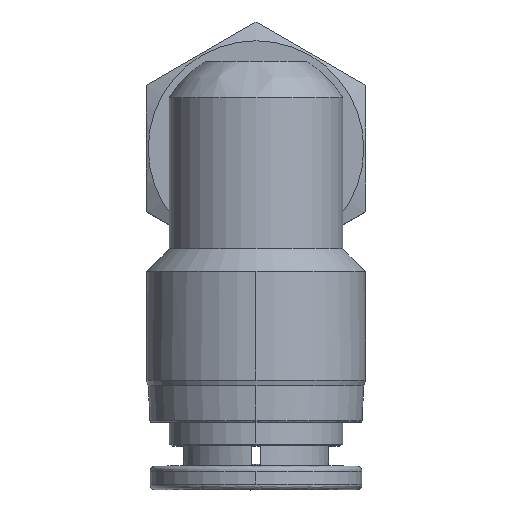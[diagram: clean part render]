
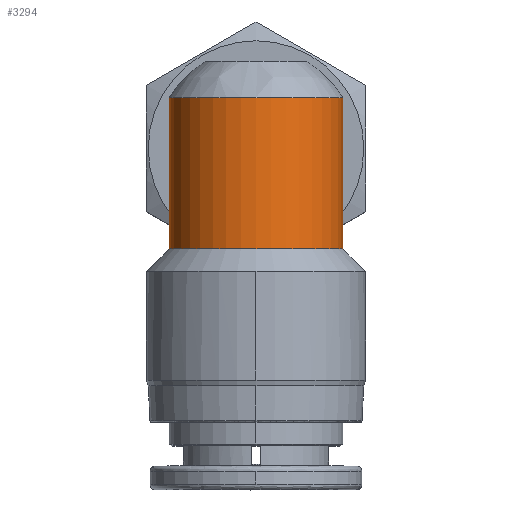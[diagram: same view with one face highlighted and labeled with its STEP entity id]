
A CAD part, top view. The second image highlights one B-rep face of the part: STEP entity #3294.
In plain terms, the highlighted cylindrical face has radius 4.75 mm (diameter 9.5 mm), a partial arc.
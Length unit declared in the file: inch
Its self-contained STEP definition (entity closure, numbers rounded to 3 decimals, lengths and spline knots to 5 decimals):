
#87 = VERTEX_POINT ( 'NONE', #287 ) ;
#287 = CARTESIAN_POINT ( 'NONE',  ( 0.18701, 0.10916, 0. ) ) ;
#330 = CARTESIAN_POINT ( 'NONE',  ( 0., 0.10916, 0. ) ) ;
#332 = LINE ( 'NONE', #3207, #2403 ) ;
#376 = VERTEX_POINT ( 'NONE', #617 ) ;
#466 = CYLINDRICAL_SURFACE ( 'NONE', #1084, 0.18701 ) ;
#617 = CARTESIAN_POINT ( 'NONE',  ( -0.18701, -0.21654, 0. ) ) ;
#647 = DIRECTION ( 'NONE',  ( 0., 0., -1. ) ) ;
#711 = DIRECTION ( 'NONE',  ( 0., -1., 0. ) ) ;
#726 = ORIENTED_EDGE ( 'NONE', *, *, #3179, .T. ) ;
#735 = ORIENTED_EDGE ( 'NONE', *, *, #2438, .T. ) ;
#938 = DIRECTION ( 'NONE',  ( 0., -1., 0. ) ) ;
#941 = LINE ( 'NONE', #2455, #2176 ) ;
#1024 = DIRECTION ( 'NONE',  ( 0., -1., 0. ) ) ;
#1084 = AXIS2_PLACEMENT_3D ( 'NONE', #3647, #2923, #4399 ) ;
#1516 = CARTESIAN_POINT ( 'NONE',  ( 0.18701, -0.21654, 0. ) ) ;
#2176 = VECTOR ( 'NONE', #938, 39.37008 ) ;
#2180 = CIRCLE ( 'NONE', #4341, 0.18701 ) ;
#2185 = ORIENTED_EDGE ( 'NONE', *, *, #2869, .F. ) ;
#2403 = VECTOR ( 'NONE', #3603, 39.37008 ) ;
#2438 = EDGE_CURVE ( 'NONE', #87, #4285, #2180, .T. ) ;
#2455 = CARTESIAN_POINT ( 'NONE',  ( -0.18701, 0.11519, 0. ) ) ;
#2491 = DIRECTION ( 'NONE',  ( 0., 0., -1. ) ) ;
#2568 = ORIENTED_EDGE ( 'NONE', *, *, #4595, .T. ) ;
#2619 = EDGE_LOOP ( 'NONE', ( #2568, #735, #726, #2185 ) ) ;
#2869 = EDGE_CURVE ( 'NONE', #3785, #376, #3131, .T. ) ;
#2895 = FACE_OUTER_BOUND ( 'NONE', #2619, .T. ) ;
#2923 = DIRECTION ( 'NONE',  ( 0., -1., 0. ) ) ;
#2990 = CARTESIAN_POINT ( 'NONE',  ( -0.18701, 0.10916, 0. ) ) ;
#3131 = CIRCLE ( 'NONE', #3171, 0.18701 ) ;
#3171 = AXIS2_PLACEMENT_3D ( 'NONE', #4029, #1024, #2491 ) ;
#3179 = EDGE_CURVE ( 'NONE', #4285, #376, #941, .T. ) ;
#3207 = CARTESIAN_POINT ( 'NONE',  ( 0.18701, -0.11519, 0. ) ) ;
#3294 = ADVANCED_FACE ( 'NONE', ( #2895 ), #466, .T. ) ;
#3603 = DIRECTION ( 'NONE',  ( 0., 1., 0. ) ) ;
#3647 = CARTESIAN_POINT ( 'NONE',  ( 0., 0., 0. ) ) ;
#3785 = VERTEX_POINT ( 'NONE', #1516 ) ;
#4029 = CARTESIAN_POINT ( 'NONE',  ( 0., -0.21654, 0. ) ) ;
#4285 = VERTEX_POINT ( 'NONE', #2990 ) ;
#4341 = AXIS2_PLACEMENT_3D ( 'NONE', #330, #711, #647 ) ;
#4399 = DIRECTION ( 'NONE',  ( 0., 0., -1. ) ) ;
#4595 = EDGE_CURVE ( 'NONE', #3785, #87, #332, .T. ) ;
